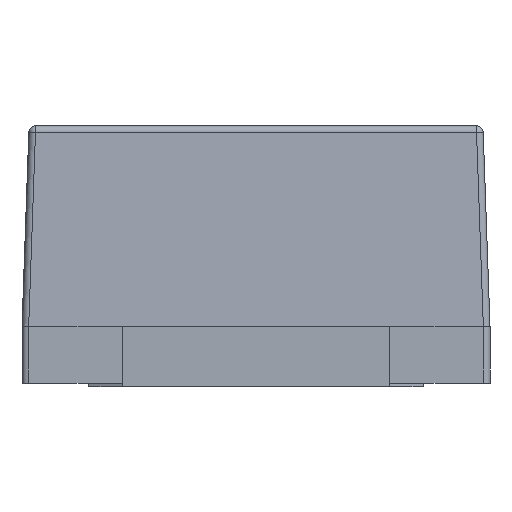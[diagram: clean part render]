
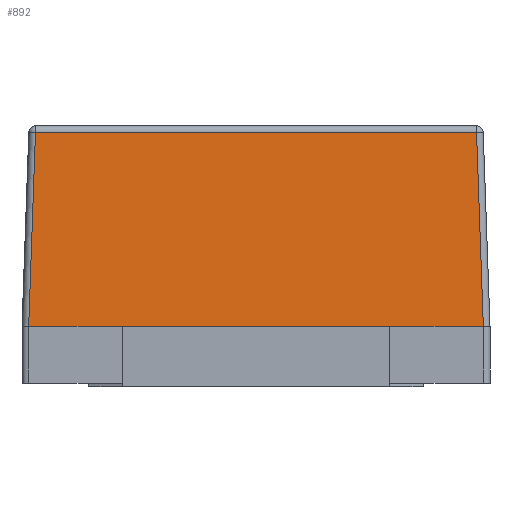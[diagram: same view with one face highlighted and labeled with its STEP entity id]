
A CAD part, left-side view. The second image highlights one B-rep face of the part: STEP entity #892.
In plain terms, the highlighted planar face has unit normal (-0.999, 0, 0.035).
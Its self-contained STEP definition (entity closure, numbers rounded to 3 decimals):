
#62=PLANE('',#975);
#115=FACE_OUTER_BOUND('',#165,.T.);
#165=EDGE_LOOP('',(#799,#800,#801,#802,#803,#804,#805,#806));
#174=LINE('',#1229,#276);
#179=LINE('',#1246,#281);
#181=LINE('',#1256,#283);
#188=LINE('',#1280,#290);
#203=LINE('',#1324,#305);
#267=LINE('',#1454,#369);
#268=LINE('',#1456,#370);
#271=LINE('',#1460,#373);
#276=VECTOR('',#986,10.);
#281=VECTOR('',#999,10.);
#283=VECTOR('',#1011,10.);
#290=VECTOR('',#1034,10.);
#305=VECTOR('',#1083,10.);
#369=VECTOR('',#1199,10.);
#370=VECTOR('',#1202,10.);
#373=VECTOR('',#1207,10.);
#395=VERTEX_POINT('',#1226);
#396=VERTEX_POINT('',#1228);
#403=VERTEX_POINT('',#1243);
#404=VERTEX_POINT('',#1245);
#407=VERTEX_POINT('',#1252);
#414=VERTEX_POINT('',#1272);
#458=VERTEX_POINT('',#1420);
#467=VERTEX_POINT('',#1442);
#471=EDGE_CURVE('',#396,#395,#174,.T.);
#479=EDGE_CURVE('',#404,#403,#179,.T.);
#484=EDGE_CURVE('',#396,#407,#181,.T.);
#496=EDGE_CURVE('',#414,#403,#188,.T.);
#519=EDGE_CURVE('',#407,#414,#203,.T.);
#583=EDGE_CURVE('',#467,#458,#267,.T.);
#584=EDGE_CURVE('',#458,#404,#268,.T.);
#587=EDGE_CURVE('',#395,#467,#271,.T.);
#799=ORIENTED_EDGE('',*,*,#484,.F.);
#800=ORIENTED_EDGE('',*,*,#471,.T.);
#801=ORIENTED_EDGE('',*,*,#587,.T.);
#802=ORIENTED_EDGE('',*,*,#583,.T.);
#803=ORIENTED_EDGE('',*,*,#584,.T.);
#804=ORIENTED_EDGE('',*,*,#479,.T.);
#805=ORIENTED_EDGE('',*,*,#496,.F.);
#806=ORIENTED_EDGE('',*,*,#519,.F.);
#892=ADVANCED_FACE('',(#115),#62,.T.);
#975=AXIS2_PLACEMENT_3D('',#1463,#1211,#1212);
#986=DIRECTION('',(0.,-1.,0.));
#999=DIRECTION('',(0.,-1.,0.));
#1011=DIRECTION('',(0.035,-0.035,0.999));
#1034=DIRECTION('',(-0.035,-0.035,-0.999));
#1083=DIRECTION('',(0.,-1.,0.));
#1199=DIRECTION('',(0.,-1.,0.));
#1202=DIRECTION('',(0.,-1.,0.));
#1207=DIRECTION('',(0.,-1.,0.));
#1211=DIRECTION('center_axis',(-0.999,0.,
0.035));
#1212=DIRECTION('ref_axis',(0.,-1.,0.));
#1226=CARTESIAN_POINT('',(-1.,0.68,0.18));
#1228=CARTESIAN_POINT('',(-1.,0.68,0.18));
#1229=CARTESIAN_POINT('',(-1.,0.7,0.18));
#1243=CARTESIAN_POINT('',(-1.,-0.68,0.18));
#1245=CARTESIAN_POINT('',(-1.,-0.68,0.18));
#1246=CARTESIAN_POINT('',(-1.,0.7,0.18));
#1252=CARTESIAN_POINT('',(-0.98,0.66,0.761));
#1256=CARTESIAN_POINT('',(-0.999,0.679,0.204));
#1272=CARTESIAN_POINT('',(-0.98,-0.66,0.761));
#1280=CARTESIAN_POINT('',(-0.999,-0.679,0.214));
#1324=CARTESIAN_POINT('',(-0.98,-0.35,0.761));
#1420=CARTESIAN_POINT('',(-1.,-0.4,0.18));
#1442=CARTESIAN_POINT('',(-1.,0.4,0.18));
#1454=CARTESIAN_POINT('',(-1.,0.7,0.18));
#1456=CARTESIAN_POINT('',(-1.,0.7,0.18));
#1460=CARTESIAN_POINT('',(-1.,0.7,0.18));
#1463=CARTESIAN_POINT('Origin',(-1.,-0.7,0.18));
